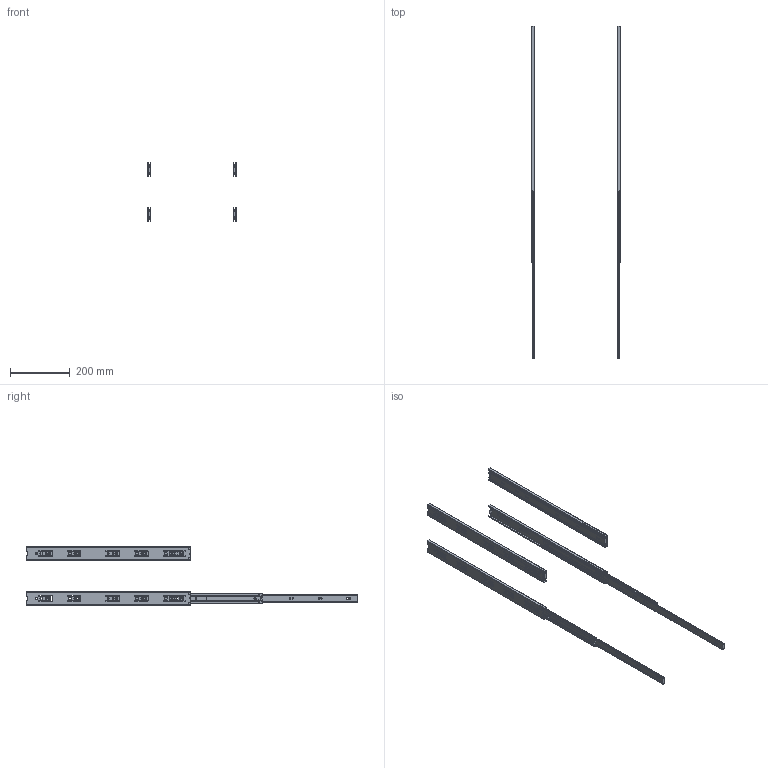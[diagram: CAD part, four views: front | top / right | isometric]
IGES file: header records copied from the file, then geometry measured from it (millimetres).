
Start section: SolidWorks IGES file using analytic representation for surfaces
Global section: file name: TSS4613-550.IGS; native system: SolidWorks 2015; preprocessor: SolidWorks 2015; author: mFritsch; date: 190606.113649; units: millimetre
Bounding box: 300 x 1108.8 x 195.54 mm (x, y, z)
Surface area: 686766.4 mm2 (no closed solid volume)
Topology: 0 solids, 0 shells, 1460 faces, 20692 edges, 20692 vertices
Faces by surface type: revolution 744, bspline 716
